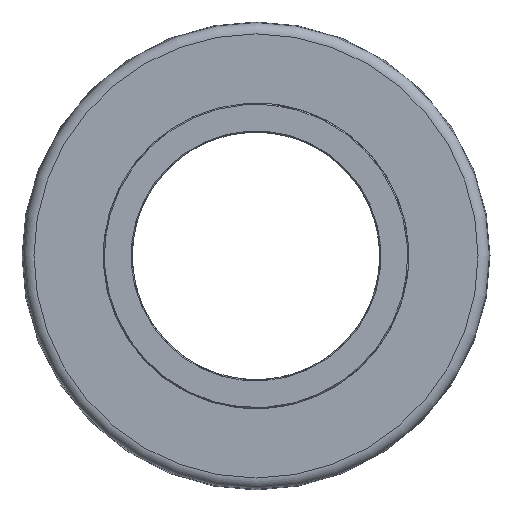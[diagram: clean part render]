
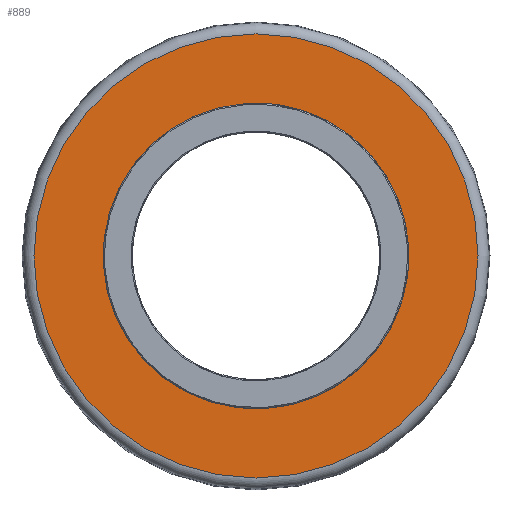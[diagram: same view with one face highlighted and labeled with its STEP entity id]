
A CAD part, left-side view. The second image highlights one B-rep face of the part: STEP entity #889.
In plain terms, the highlighted planar face has unit normal (-1, 0, 0).
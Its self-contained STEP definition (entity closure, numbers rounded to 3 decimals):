
#46=FACE_BOUND('',#170,.T.);
#62=PLANE('',#1023);
#107=FACE_OUTER_BOUND('',#169,.T.);
#169=EDGE_LOOP('',(#720,#721));
#170=EDGE_LOOP('',(#722,#723));
#265=CIRCLE('',#938,27.75);
#266=CIRCLE('',#939,27.75);
#311=CIRCLE('',#1017,40.33);
#312=CIRCLE('',#1018,40.33);
#348=VERTEX_POINT('',#1387);
#349=VERTEX_POINT('',#1389);
#398=VERTEX_POINT('',#1613);
#399=VERTEX_POINT('',#1615);
#435=EDGE_CURVE('',#348,#349,#265,.T.);
#436=EDGE_CURVE('',#349,#348,#266,.T.);
#510=EDGE_CURVE('',#398,#399,#311,.T.);
#511=EDGE_CURVE('',#399,#398,#312,.T.);
#720=ORIENTED_EDGE('',*,*,#511,.F.);
#721=ORIENTED_EDGE('',*,*,#510,.F.);
#722=ORIENTED_EDGE('',*,*,#436,.F.);
#723=ORIENTED_EDGE('',*,*,#435,.F.);
#889=ADVANCED_FACE('',(#107,#46),#62,.T.);
#938=AXIS2_PLACEMENT_3D('',#1390,#1093,#1094);
#939=AXIS2_PLACEMENT_3D('',#1391,#1095,#1096);
#1017=AXIS2_PLACEMENT_3D('',#1616,#1276,#1277);
#1018=AXIS2_PLACEMENT_3D('',#1617,#1278,#1279);
#1023=AXIS2_PLACEMENT_3D('',#1651,#1288,#1289);
#1093=DIRECTION('center_axis',(-1.,0.,0.));
#1094=DIRECTION('ref_axis',(0.,0.,
-1.));
#1095=DIRECTION('center_axis',(-1.,0.,0.));
#1096=DIRECTION('ref_axis',(0.,0.,
-1.));
#1276=DIRECTION('center_axis',(1.,0.,0.));
#1277=DIRECTION('ref_axis',(0.,-1.,0.));
#1278=DIRECTION('center_axis',(1.,0.,0.));
#1279=DIRECTION('ref_axis',(0.,-1.,0.));
#1288=DIRECTION('center_axis',(-1.,0.,0.));
#1289=DIRECTION('ref_axis',(0.,0.,1.));
#1387=CARTESIAN_POINT('',(-15.,1.966,27.68));
#1389=CARTESIAN_POINT('',(-15.,0.,27.75));
#1390=CARTESIAN_POINT('Origin',(-15.,0.,0.));
#1391=CARTESIAN_POINT('Origin',(-15.,0.,0.));
#1613=CARTESIAN_POINT('',(-15.,0.,40.33));
#1615=CARTESIAN_POINT('',(-15.,40.33,0.));
#1616=CARTESIAN_POINT('Origin',(-15.,0.,0.));
#1617=CARTESIAN_POINT('Origin',(-15.,0.,0.));
#1651=CARTESIAN_POINT('Origin',(-15.,42.275,0.));
